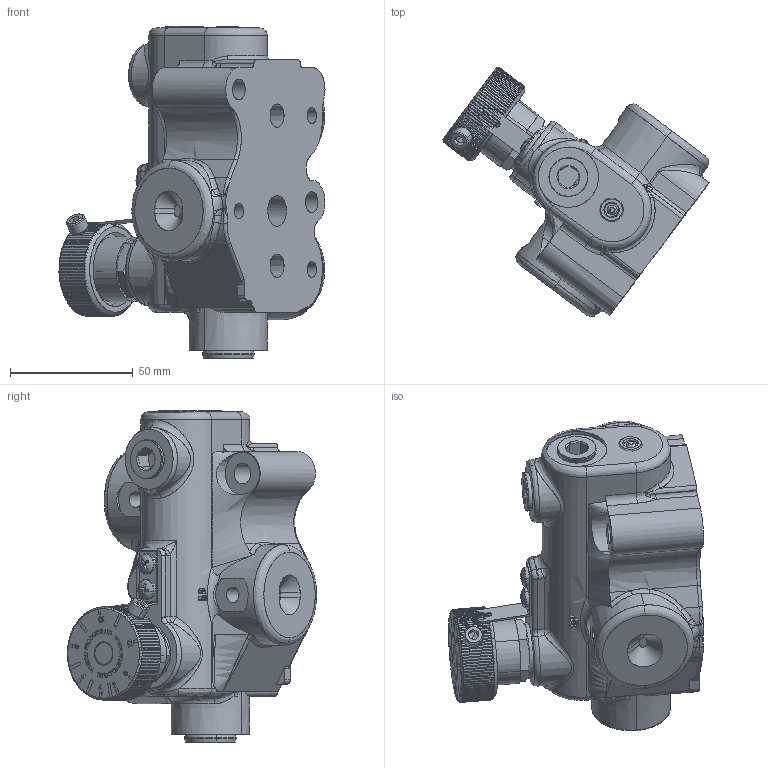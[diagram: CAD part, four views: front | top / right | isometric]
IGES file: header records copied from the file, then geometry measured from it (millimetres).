
Start section: SolidWorks IGES file using analytic representation for surfaces
Global section: file name: Phil's WIP\M2FV2V MANIFOLD MOUNT, 3D MODEL, IGS FORMAT.IGS; native system: SolidWorks 2014; preprocessor: SolidWorks 2014; author: pma; date: 150309.093533; units: millimetre
Bounding box: 108.54 x 101.72 x 135.47 mm (x, y, z)
Surface area: 53121 mm2 (no closed solid volume)
Topology: 0 solids, 0 shells, 984 faces, 13952 edges, 13941 vertices
Faces by surface type: bspline 669, revolution 315
